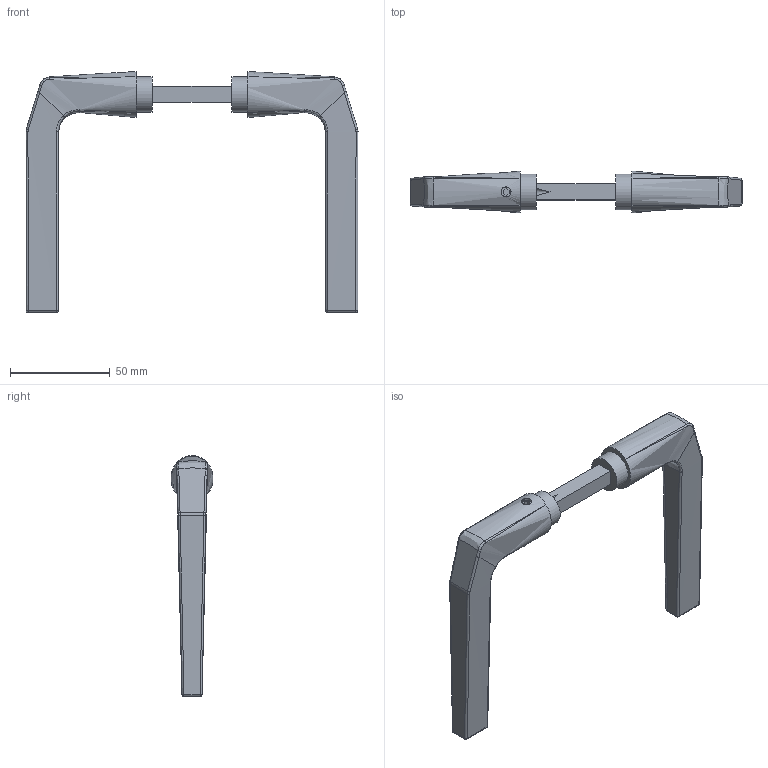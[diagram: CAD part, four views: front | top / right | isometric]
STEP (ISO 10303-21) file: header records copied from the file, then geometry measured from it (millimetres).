
FILE_DESCRIPTION (( 'STEP AP203' ), '1' );
FILE_NAME ('15388.STEP', '2024-08-15T10:47:15', ( '' ), ( '' ), 'SwSTEP 2.0', 'SolidWorks 2018', '' );
FILE_SCHEMA (( 'CONFIG_CONTROL_DESIGN' ));
Length unit declared in the file: millimetre
Products named in the file (5): 15388 Teil1_15388 Teil1; 15388 Teil2_15388 Teil2; DIN914_DIN 914 M6x8; 15388; 15388 Teil3_15388 Teil3
Assembly tree (4 placements, depth 2):
  15388
    15388 Teil3_15388 Teil3
    15388 Teil2_15388 Teil2
    15388 Teil1_15388 Teil1
    DIN914_DIN 914 M6x8
Bounding box: 166 x 21 x 120.49 mm (x, y, z)
Volume: 73601.8 mm3; surface area: 26189.9 mm2
Topology: 4 solids, 4 shells, 323 faces, 819 edges, 520 vertices
Faces by surface type: bspline 166, plane 130, cone 10, cylinder 10, sphere 6, torus 1
Full cylindrical faces by diameter (mm): 5 x1, 6 x1, 17.8 x2
Entity records: 17809 total; most frequent: CARTESIAN_POINT 10801, ORIENTED_EDGE 1606, DIRECTION 842, EDGE_CURVE 803, VERTEX_POINT 519, LINE 382, VECTOR 382, EDGE_LOOP 356
